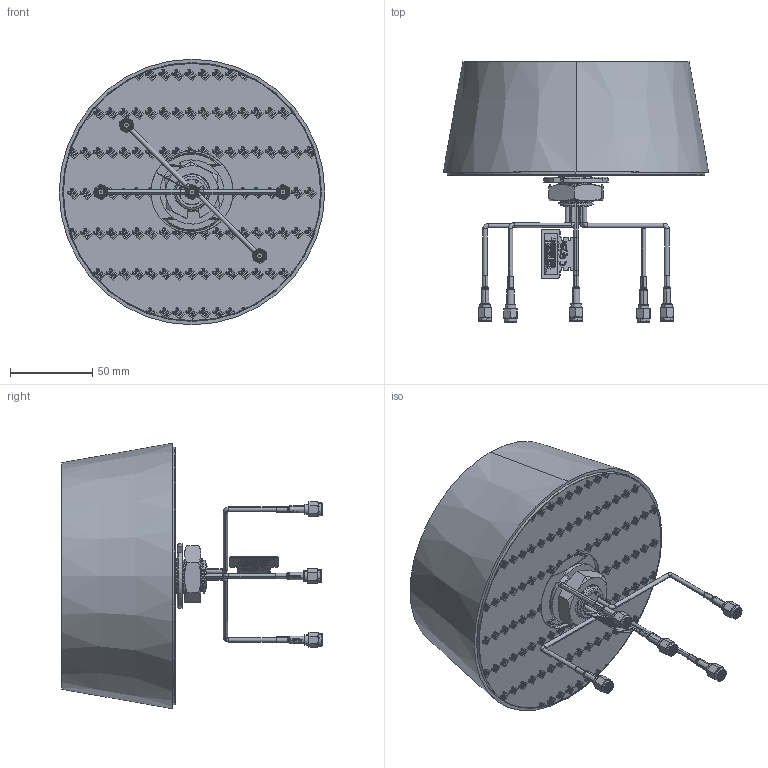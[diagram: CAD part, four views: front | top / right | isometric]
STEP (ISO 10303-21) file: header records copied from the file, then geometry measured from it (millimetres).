
FILE_DESCRIPTION (( 'STEP AP214' ), '1' );
FILE_NAME ('MA1555.A.001_Web.STEP', '2025-11-10T06:00:53', ( '' ), ( '' ), 'SwSTEP 2.0', 'SolidWorks 2024', '' );
FILE_SCHEMA (( 'AUTOMOTIVE_DESIGN' ));
Length unit declared in the file: millimetre
Products named in the file (1): MA1555.A.001_Web
Bounding box: 161.26 x 158.1 x 161.26 mm (x, y, z)
Surface area: 121106.7 mm2 (no closed solid volume)
Topology: 0 solids, 103 shells, 769 faces, 6086 edges, 5585 vertices
Faces by surface type: plane 376, cylinder 236, torus 73, cone 61, bspline 23
Entity records: 91631 total; most frequent: CARTESIAN_POINT 40641, ORIENTED_EDGE 9964, DIRECTION 6380, EDGE_CURVE 6086, VERTEX_POINT 5585, VECTOR 3440, LINE 3440, B_SPLINE_CURVE_WITH_KNOTS 1671
